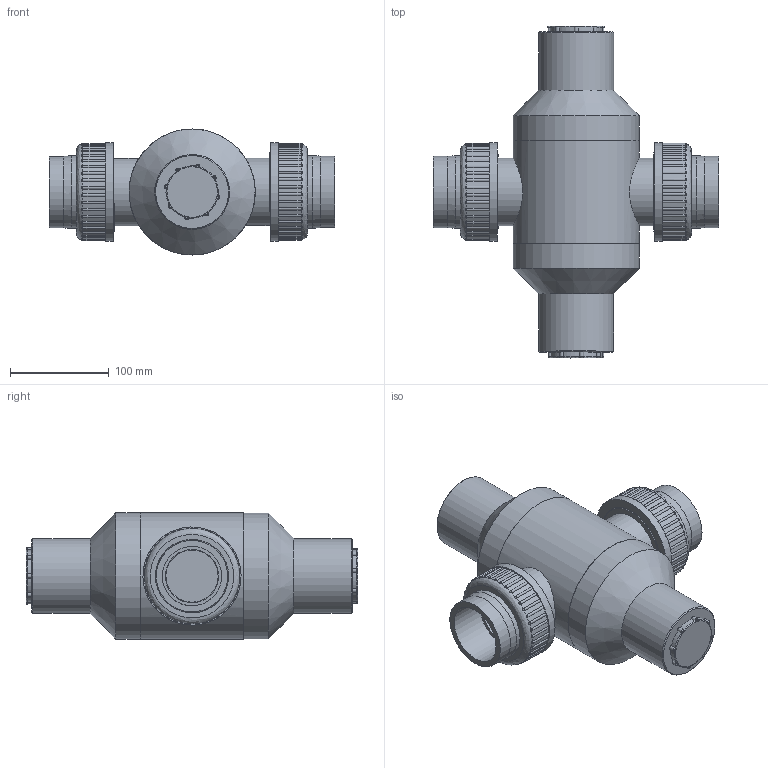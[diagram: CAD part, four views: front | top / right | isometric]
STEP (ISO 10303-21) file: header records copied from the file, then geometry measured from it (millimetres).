
FILE_DESCRIPTION (( 'STEP AP214' ), '1' );
FILE_NAME ('63-1102-0X-DUP.STEP', '2019-05-20T09:18:44', ( '' ), ( '' ), 'SwSTEP 2.0', 'SolidWorks 2019', '' );
FILE_SCHEMA (( 'AUTOMOTIVE_DESIGN' ));
Length unit declared in the file: millimetre
Products named in the file (18): 2 inchduplec; PVC Bonnet all size; 729511111_03; 729511111_01; 63mm Dust Cap; 63mm union stub; 2 inchduplec_63mm or 2; PVC Bonnet all size_63mm PVC-304; 63-1102-0X-DUP
Assembly tree (11 placements, depth 2):
  2 inchduplec
  PVC Bonnet all size
  729511111_01
  63mm Dust Cap
  PVC Bonnet all size
Bounding box: 289.54 x 336.8 x 128 mm (x, y, z)
Volume: 3312935.2 mm3; surface area: 399707.6 mm2
Topology: 11 solids, 11 shells, 435 faces, 1203 edges, 786 vertices
Faces by surface type: cylinder 233, bspline 98, plane 54, torus 32, cone 18
Full cylindrical faces by diameter (mm): 41.5 x2, 43.8 x2, 53 x2, 54 x2, 58 x2, 60.3 x2, 68.4 x4, 70 x2, 72.5 x2, 74 x2, 74.3 x2, 76 x2, 78.4 x4, 79.903 x2, 99.7 x2, 128 x3
Entity records: 13283 total; most frequent: CARTESIAN_POINT 7929, ORIENTED_EDGE 1052, DIRECTION 998, EDGE_CURVE 526, AXIS2_PLACEMENT_3D 446, VERTEX_POINT 361, EDGE_LOOP 271, CIRCLE 259
